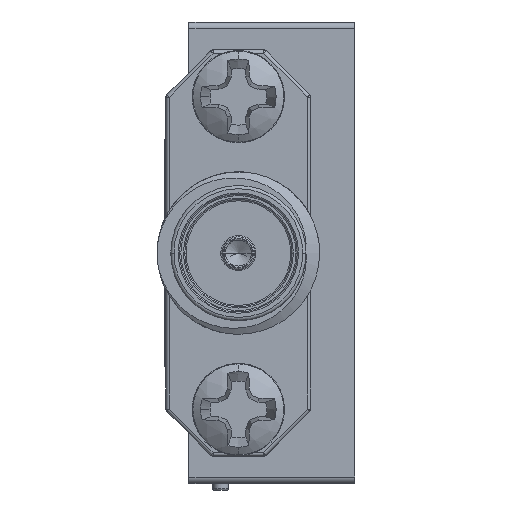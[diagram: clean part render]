
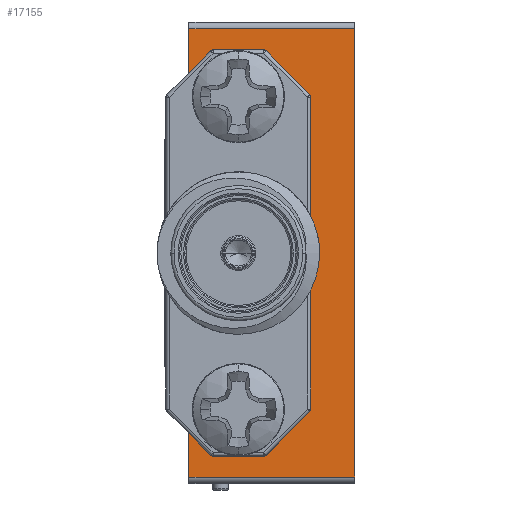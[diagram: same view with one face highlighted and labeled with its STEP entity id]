
A CAD part, left-side view. The second image highlights one B-rep face of the part: STEP entity #17155.
In plain terms, the highlighted planar face has unit normal (-1, 0, 0).
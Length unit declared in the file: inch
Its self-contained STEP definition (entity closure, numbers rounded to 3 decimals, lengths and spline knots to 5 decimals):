
#180 = AXIS2_PLACEMENT_3D ( 'NONE', #37808, #6294, #21062 ) ;
#764 = VECTOR ( 'NONE', #42328, 39.37008 ) ;
#1681 = DIRECTION ( 'NONE',  ( 0., 0., 1. ) ) ;
#2248 = CARTESIAN_POINT ( 'NONE',  ( -0.54, 0.058, -0.355 ) ) ;
#3650 = DIRECTION ( 'NONE',  ( 0., 1., 0. ) ) ;
#4960 = CARTESIAN_POINT ( 'NONE',  ( -0.54, 0.058, -0.345 ) ) ;
#5435 = FACE_BOUND ( 'NONE', #21149, .T. ) ;
#5546 = CARTESIAN_POINT ( 'NONE',  ( -0.54, -0.09, 0.182 ) ) ;
#6294 = DIRECTION ( 'NONE',  ( 1., 0., 0. ) ) ;
#6536 = EDGE_CURVE ( 'NONE', #28377, #49006, #52790, .T. ) ;
#7831 = LINE ( 'NONE', #48418, #28425 ) ;
#9857 = CARTESIAN_POINT ( 'NONE',  ( -0.54, 0.058, -0.182 ) ) ;
#10287 = DIRECTION ( 'NONE',  ( 0., 1., 0. ) ) ;
#10446 = FACE_OUTER_BOUND ( 'NONE', #20347, .T. ) ;
#10773 = ORIENTED_EDGE ( 'NONE', *, *, #11073, .T. ) ;
#11073 = EDGE_CURVE ( 'NONE', #52112, #15590, #45703, .T. ) ;
#11117 = ORIENTED_EDGE ( 'NONE', *, *, #37630, .F. ) ;
#11510 = CIRCLE ( 'NONE', #40621, 0.0525 ) ;
#12409 = CIRCLE ( 'NONE', #23652, 0.0525 ) ;
#14333 = AXIS2_PLACEMENT_3D ( 'NONE', #35450, #44916, #58189 ) ;
#15388 = ORIENTED_EDGE ( 'NONE', *, *, #19915, .F. ) ;
#15590 = VERTEX_POINT ( 'NONE', #57244 ) ;
#16214 = VECTOR ( 'NONE', #3650, 39.37008 ) ;
#16266 = VECTOR ( 'NONE', #29768, 39.37008 ) ;
#17155 = ADVANCED_FACE ( 'NONE', ( #10446, #28392, #5435 ), #27816, .F. ) ;
#18510 = VECTOR ( 'NONE', #54279, 39.37008 ) ;
#19027 = CIRCLE ( 'NONE', #14333, 0.0525 ) ;
#19772 = CARTESIAN_POINT ( 'NONE',  ( -0.54, -0.018, -0.1885 ) ) ;
#19779 = ORIENTED_EDGE ( 'NONE', *, *, #38846, .T. ) ;
#19915 = EDGE_CURVE ( 'NONE', #49330, #32027, #25036, .T. ) ;
#20214 = DIRECTION ( 'NONE',  ( 0., 0., 1. ) ) ;
#20347 = EDGE_LOOP ( 'NONE', ( #10773, #35248, #37775, #11117, #57671, #28088, #26284, #19779 ) ) ;
#20436 = CARTESIAN_POINT ( 'NONE',  ( -0.54, -0.018, 0.1875 ) ) ;
#21062 = DIRECTION ( 'NONE',  ( 0., 0., -1. ) ) ;
#21149 = EDGE_LOOP ( 'NONE', ( #29867, #25349 ) ) ;
#21369 = EDGE_CURVE ( 'NONE', #51069, #49006, #7831, .T. ) ;
#21496 = CARTESIAN_POINT ( 'NONE',  ( -0.54, -0.09, -0.182 ) ) ;
#21803 = CARTESIAN_POINT ( 'NONE',  ( -0.54, 0.058, 0.182 ) ) ;
#21960 = ORIENTED_EDGE ( 'NONE', *, *, #38055, .F. ) ;
#22714 = CARTESIAN_POINT ( 'NONE',  ( -0.54, -0.09, 0.182 ) ) ;
#23418 = CARTESIAN_POINT ( 'NONE',  ( -0.54, -0.018, -0.2935 ) ) ;
#23652 = AXIS2_PLACEMENT_3D ( 'NONE', #27575, #32534, #1681 ) ;
#23914 = DIRECTION ( 'NONE',  ( 0., 0., 1. ) ) ;
#25036 = CIRCLE ( 'NONE', #57992, 0.0525 ) ;
#25349 = ORIENTED_EDGE ( 'NONE', *, *, #56875, .F. ) ;
#26230 = EDGE_LOOP ( 'NONE', ( #15388, #21960 ) ) ;
#26284 = ORIENTED_EDGE ( 'NONE', *, *, #6536, .F. ) ;
#27575 = CARTESIAN_POINT ( 'NONE',  ( -0.54, -0.018, 0.24 ) ) ;
#27816 = PLANE ( 'NONE',  #180 ) ;
#28016 = CARTESIAN_POINT ( 'NONE',  ( -0.54, -0.197, -0.355 ) ) ;
#28088 = ORIENTED_EDGE ( 'NONE', *, *, #21369, .T. ) ;
#28167 = CARTESIAN_POINT ( 'NONE',  ( -0.54, -0.018, 0.2925 ) ) ;
#28377 = VERTEX_POINT ( 'NONE', #37443 ) ;
#28392 = FACE_BOUND ( 'NONE', #26230, .T. ) ;
#28425 = VECTOR ( 'NONE', #57029, 39.37008 ) ;
#29446 = CARTESIAN_POINT ( 'NONE',  ( -0.54, -0.018, -0.241 ) ) ;
#29768 = DIRECTION ( 'NONE',  ( 0., 0., 1. ) ) ;
#29867 = ORIENTED_EDGE ( 'NONE', *, *, #57106, .F. ) ;
#32027 = VERTEX_POINT ( 'NONE', #23418 ) ;
#32077 = VERTEX_POINT ( 'NONE', #54972 ) ;
#32534 = DIRECTION ( 'NONE',  ( -1., 0., 0. ) ) ;
#32941 = DIRECTION ( 'NONE',  ( 0., 0., 1. ) ) ;
#33110 = VECTOR ( 'NONE', #20214, 39.37008 ) ;
#35248 = ORIENTED_EDGE ( 'NONE', *, *, #42302, .T. ) ;
#35450 = CARTESIAN_POINT ( 'NONE',  ( -0.54, -0.018, 0.24 ) ) ;
#36250 = LINE ( 'NONE', #22714, #18510 ) ;
#37443 = CARTESIAN_POINT ( 'NONE',  ( -0.54, 0.058, -0.345 ) ) ;
#37630 = EDGE_CURVE ( 'NONE', #32077, #54302, #55955, .T. ) ;
#37775 = ORIENTED_EDGE ( 'NONE', *, *, #48813, .F. ) ;
#37808 = CARTESIAN_POINT ( 'NONE',  ( -0.54, 0.058, -0.355 ) ) ;
#38055 = EDGE_CURVE ( 'NONE', #32027, #49330, #11510, .T. ) ;
#38718 = CARTESIAN_POINT ( 'NONE',  ( -0.54, -0.018, -0.241 ) ) ;
#38846 = EDGE_CURVE ( 'NONE', #28377, #52112, #45873, .T. ) ;
#38985 = VERTEX_POINT ( 'NONE', #50776 ) ;
#39491 = CARTESIAN_POINT ( 'NONE',  ( -0.54, 0.058, -0.355 ) ) ;
#40621 = AXIS2_PLACEMENT_3D ( 'NONE', #38718, #43469, #52315 ) ;
#42302 = EDGE_CURVE ( 'NONE', #15590, #38985, #48362, .T. ) ;
#42328 = DIRECTION ( 'NONE',  ( 0., -1., 0. ) ) ;
#43435 = VECTOR ( 'NONE', #23914, 39.37008 ) ;
#43469 = DIRECTION ( 'NONE',  ( -1., 0., 0. ) ) ;
#44668 = CARTESIAN_POINT ( 'NONE',  ( -0.54, -0.197, -0.345 ) ) ;
#44916 = DIRECTION ( 'NONE',  ( -1., 0., 0. ) ) ;
#45703 = LINE ( 'NONE', #28016, #43435 ) ;
#45873 = LINE ( 'NONE', #4960, #764 ) ;
#46661 = VERTEX_POINT ( 'NONE', #28167 ) ;
#47011 = VECTOR ( 'NONE', #10287, 39.37008 ) ;
#48362 = LINE ( 'NONE', #57545, #16214 ) ;
#48418 = CARTESIAN_POINT ( 'NONE',  ( -0.54, -0.09, -0.182 ) ) ;
#48813 = EDGE_CURVE ( 'NONE', #54302, #38985, #51413, .T. ) ;
#49006 = VERTEX_POINT ( 'NONE', #9857 ) ;
#49330 = VERTEX_POINT ( 'NONE', #19772 ) ;
#50776 = CARTESIAN_POINT ( 'NONE',  ( -0.54, 0.058, 0.345 ) ) ;
#51069 = VERTEX_POINT ( 'NONE', #21496 ) ;
#51413 = LINE ( 'NONE', #2248, #33110 ) ;
#52112 = VERTEX_POINT ( 'NONE', #44668 ) ;
#52315 = DIRECTION ( 'NONE',  ( 0., 0., 1. ) ) ;
#52523 = EDGE_CURVE ( 'NONE', #51069, #32077, #36250, .T. ) ;
#52790 = LINE ( 'NONE', #39491, #16266 ) ;
#54279 = DIRECTION ( 'NONE',  ( 0., 0., 1. ) ) ;
#54302 = VERTEX_POINT ( 'NONE', #21803 ) ;
#54947 = VERTEX_POINT ( 'NONE', #20436 ) ;
#54972 = CARTESIAN_POINT ( 'NONE',  ( -0.54, -0.09, 0.182 ) ) ;
#55716 = DIRECTION ( 'NONE',  ( -1., 0., 0. ) ) ;
#55955 = LINE ( 'NONE', #5546, #47011 ) ;
#56875 = EDGE_CURVE ( 'NONE', #54947, #46661, #12409, .T. ) ;
#57029 = DIRECTION ( 'NONE',  ( 0., 1., 0. ) ) ;
#57106 = EDGE_CURVE ( 'NONE', #46661, #54947, #19027, .T. ) ;
#57244 = CARTESIAN_POINT ( 'NONE',  ( -0.54, -0.197, 0.345 ) ) ;
#57545 = CARTESIAN_POINT ( 'NONE',  ( -0.54, 0.058, 0.345 ) ) ;
#57671 = ORIENTED_EDGE ( 'NONE', *, *, #52523, .F. ) ;
#57992 = AXIS2_PLACEMENT_3D ( 'NONE', #29446, #55716, #32941 ) ;
#58189 = DIRECTION ( 'NONE',  ( 0., 0., 1. ) ) ;
